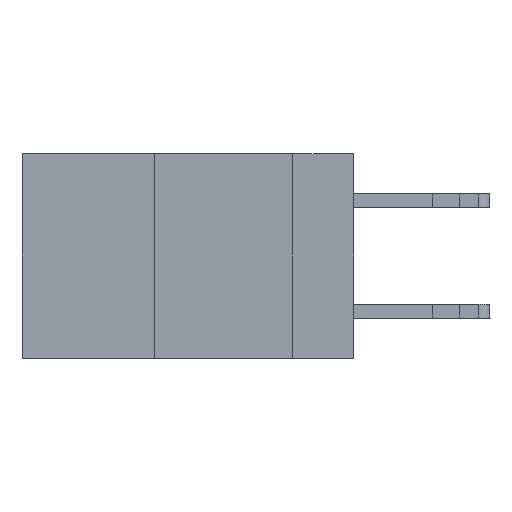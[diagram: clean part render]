
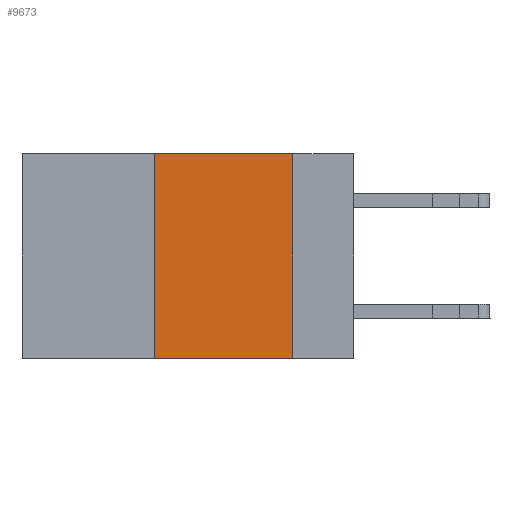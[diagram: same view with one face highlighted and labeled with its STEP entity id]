
A CAD part, left-side view. The second image highlights one B-rep face of the part: STEP entity #9673.
In plain terms, the highlighted planar face has unit normal (-1, 0, 0).
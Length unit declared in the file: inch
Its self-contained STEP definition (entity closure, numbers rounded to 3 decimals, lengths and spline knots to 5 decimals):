
#80 = VERTEX_POINT ( 'NONE', #18410 ) ;
#438 = CARTESIAN_POINT ( 'NONE',  ( 0., 0.6, -0.37 ) ) ;
#469 = VERTEX_POINT ( 'NONE', #13746 ) ;
#689 = CARTESIAN_POINT ( 'NONE',  ( 0., 0.6, 0. ) ) ;
#1625 = EDGE_CURVE ( 'NONE', #469, #26442, #22191, .T. ) ;
#2325 = EDGE_CURVE ( 'NONE', #9093, #26442, #7946, .T. ) ;
#2337 = DIRECTION ( 'NONE',  ( 0., 0., -1. ) ) ;
#2471 = VECTOR ( 'NONE', #3224, 39.37008 ) ;
#3093 = DIRECTION ( 'NONE',  ( 0., -1., 0. ) ) ;
#3224 = DIRECTION ( 'NONE',  ( 0., 0., -1. ) ) ;
#5282 = LINE ( 'NONE', #19400, #5935 ) ;
#5935 = VECTOR ( 'NONE', #14213, 39.37008 ) ;
#6285 = CARTESIAN_POINT ( 'NONE',  ( 0., 0.6, 0. ) ) ;
#7472 = FACE_OUTER_BOUND ( 'NONE', #16518, .T. ) ;
#7946 = LINE ( 'NONE', #438, #18190 ) ;
#9093 = VERTEX_POINT ( 'NONE', #11032 ) ;
#9673 = ADVANCED_FACE ( 'NONE', ( #7472 ), #18910, .F. ) ;
#11032 = CARTESIAN_POINT ( 'NONE',  ( 0., 0.36, -0.37 ) ) ;
#11728 = CARTESIAN_POINT ( 'NONE',  ( 0., 0.11, 0. ) ) ;
#13107 = VECTOR ( 'NONE', #19250, 39.37008 ) ;
#13746 = CARTESIAN_POINT ( 'NONE',  ( 0., 0.11, 0. ) ) ;
#14133 = LINE ( 'NONE', #689, #13107 ) ;
#14213 = DIRECTION ( 'NONE',  ( 0., 0., 1. ) ) ;
#14931 = DIRECTION ( 'NONE',  ( 1., 0., 0. ) ) ;
#16353 = ORIENTED_EDGE ( 'NONE', *, *, #20426, .F. ) ;
#16518 = EDGE_LOOP ( 'NONE', ( #21082, #16353, #16781, #18403 ) ) ;
#16781 = ORIENTED_EDGE ( 'NONE', *, *, #19688, .F. ) ;
#18190 = VECTOR ( 'NONE', #3093, 39.37008 ) ;
#18403 = ORIENTED_EDGE ( 'NONE', *, *, #2325, .T. ) ;
#18410 = CARTESIAN_POINT ( 'NONE',  ( 0., 0.36, 0. ) ) ;
#18910 = PLANE ( 'NONE',  #23376 ) ;
#19250 = DIRECTION ( 'NONE',  ( 0., -1., 0. ) ) ;
#19400 = CARTESIAN_POINT ( 'NONE',  ( 0., 0.36, 0. ) ) ;
#19688 = EDGE_CURVE ( 'NONE', #9093, #80, #5282, .T. ) ;
#20370 = CARTESIAN_POINT ( 'NONE',  ( 0., 0.11, -0.37 ) ) ;
#20426 = EDGE_CURVE ( 'NONE', #80, #469, #14133, .T. ) ;
#21082 = ORIENTED_EDGE ( 'NONE', *, *, #1625, .F. ) ;
#22191 = LINE ( 'NONE', #11728, #2471 ) ;
#23376 = AXIS2_PLACEMENT_3D ( 'NONE', #6285, #14931, #2337 ) ;
#26442 = VERTEX_POINT ( 'NONE', #20370 ) ;
